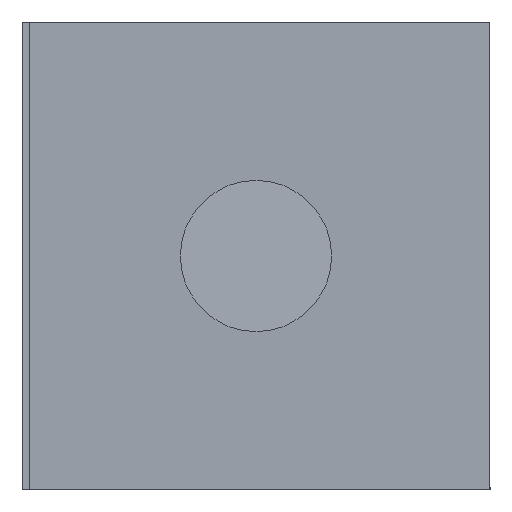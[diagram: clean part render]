
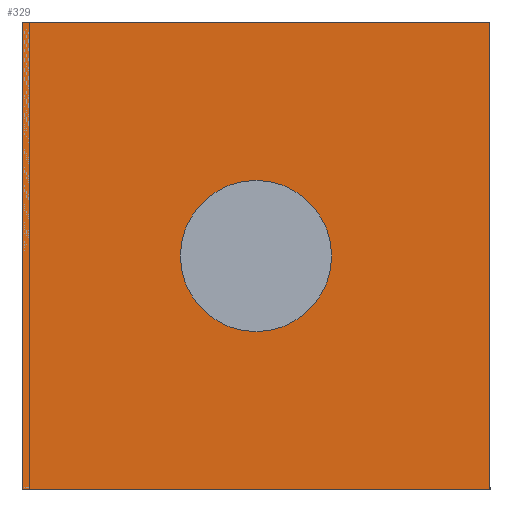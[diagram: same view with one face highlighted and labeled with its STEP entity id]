
A CAD part, front view. The second image highlights one B-rep face of the part: STEP entity #329.
In plain terms, the highlighted planar face has unit normal (0, -1, 0).
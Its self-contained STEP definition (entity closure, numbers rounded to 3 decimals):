
#47 = AXIS2_PLACEMENT_3D ( 'NONE', #295, #290, #289 ) ;
#75 = AXIS2_PLACEMENT_3D ( 'NONE', #219, #227, #228 ) ;
#78 = AXIS2_PLACEMENT_3D ( 'NONE', #586, #580, #578 ) ;
#133 = DIRECTION ( 'NONE',  ( -1., 0., 0. ) ) ;
#135 = CARTESIAN_POINT ( 'NONE',  ( -6.5, 0., -6.5 ) ) ;
#142 = CARTESIAN_POINT ( 'NONE',  ( -6.5, 0., 6.5 ) ) ;
#156 = DIRECTION ( 'NONE',  ( 1., 0., 0. ) ) ;
#219 = CARTESIAN_POINT ( 'NONE',  ( 0., 0., 0. ) ) ;
#227 = DIRECTION ( 'NONE',  ( 0., -1., 0. ) ) ;
#228 = DIRECTION ( 'NONE',  ( 0., 0., -1. ) ) ;
#289 = DIRECTION ( 'NONE',  ( 0., 0., -1. ) ) ;
#290 = DIRECTION ( 'NONE',  ( 0., -1., 0. ) ) ;
#295 = CARTESIAN_POINT ( 'NONE',  ( -6.5, 0., -6.5 ) ) ;
#296 = PLANE ( 'NONE',  #47 ) ;
#329 = ADVANCED_FACE ( 'NONE', ( #822, #874 ), #296, .T. ) ;
#364 = EDGE_CURVE ( 'NONE', #735, #690, #804, .T. ) ;
#372 = EDGE_CURVE ( 'NONE', #779, #667, #781, .T. ) ;
#375 = EDGE_CURVE ( 'NONE', #919, #737, #756, .T. ) ;
#392 = EDGE_CURVE ( 'NONE', #667, #779, #873, .T. ) ;
#401 = EDGE_CURVE ( 'NONE', #737, #735, #745, .T. ) ;
#409 = CARTESIAN_POINT ( 'NONE',  ( 0., 0., 2.1 ) ) ;
#487 = CARTESIAN_POINT ( 'NONE',  ( -6.5, 0., 6.5 ) ) ;
#501 = CARTESIAN_POINT ( 'NONE',  ( 6.5, 0., 6.5 ) ) ;
#512 = DIRECTION ( 'NONE',  ( 0., 0., 1. ) ) ;
#513 = CARTESIAN_POINT ( 'NONE',  ( -6.5, 0., 6.5 ) ) ;
#533 = CARTESIAN_POINT ( 'NONE',  ( 0., 0., -2.1 ) ) ;
#555 = CARTESIAN_POINT ( 'NONE',  ( 6.5, 0., 6.5 ) ) ;
#560 = CARTESIAN_POINT ( 'NONE',  ( 6.5, 0., -6.5 ) ) ;
#572 = CARTESIAN_POINT ( 'NONE',  ( -6.5, 0., -6.5 ) ) ;
#578 = DIRECTION ( 'NONE',  ( 0., 0., -1. ) ) ;
#580 = DIRECTION ( 'NONE',  ( 0., -1., 0. ) ) ;
#586 = CARTESIAN_POINT ( 'NONE',  ( 0., 0., 0. ) ) ;
#590 = DIRECTION ( 'NONE',  ( 0., 0., -1. ) ) ;
#636 = EDGE_LOOP ( 'NONE', ( #887, #916, #722, #846 ) ) ;
#657 = EDGE_LOOP ( 'NONE', ( #686, #866 ) ) ;
#667 = VERTEX_POINT ( 'NONE', #409 ) ;
#686 = ORIENTED_EDGE ( 'NONE', *, *, #392, .F. ) ;
#690 = VERTEX_POINT ( 'NONE', #572 ) ;
#722 = ORIENTED_EDGE ( 'NONE', *, *, #401, .F. ) ;
#735 = VERTEX_POINT ( 'NONE', #560 ) ;
#737 = VERTEX_POINT ( 'NONE', #555 ) ;
#745 = LINE ( 'NONE', #501, #795 ) ;
#756 = LINE ( 'NONE', #142, #923 ) ;
#771 = VECTOR ( 'NONE', #133, 1000. ) ;
#772 = LINE ( 'NONE', #487, #850 ) ;
#779 = VERTEX_POINT ( 'NONE', #533 ) ;
#781 = CIRCLE ( 'NONE', #75, 2.1 ) ;
#795 = VECTOR ( 'NONE', #590, 1000. ) ;
#804 = LINE ( 'NONE', #135, #771 ) ;
#822 = FACE_BOUND ( 'NONE', #657, .T. ) ;
#846 = ORIENTED_EDGE ( 'NONE', *, *, #375, .F. ) ;
#850 = VECTOR ( 'NONE', #512, 1000. ) ;
#866 = ORIENTED_EDGE ( 'NONE', *, *, #372, .F. ) ;
#873 = CIRCLE ( 'NONE', #78, 2.1 ) ;
#874 = FACE_OUTER_BOUND ( 'NONE', #636, .T. ) ;
#887 = ORIENTED_EDGE ( 'NONE', *, *, #944, .F. ) ;
#916 = ORIENTED_EDGE ( 'NONE', *, *, #364, .F. ) ;
#919 = VERTEX_POINT ( 'NONE', #513 ) ;
#923 = VECTOR ( 'NONE', #156, 1000. ) ;
#944 = EDGE_CURVE ( 'NONE', #690, #919, #772, .T. ) ;
